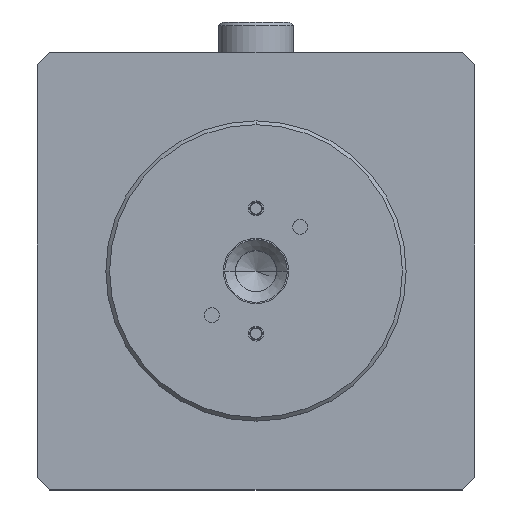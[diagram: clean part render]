
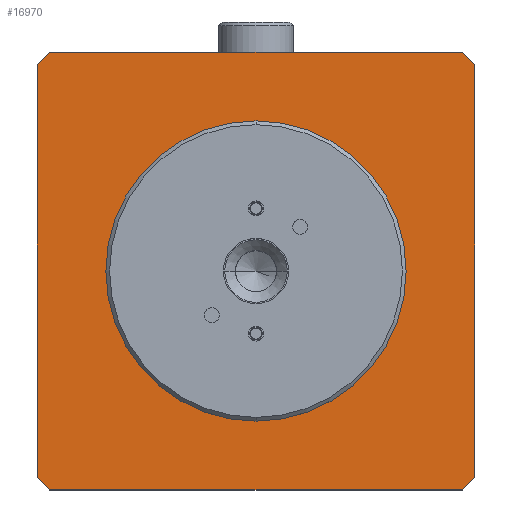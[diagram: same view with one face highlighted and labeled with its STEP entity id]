
A CAD part, top view. The second image highlights one B-rep face of the part: STEP entity #16970.
In plain terms, the highlighted planar face has unit normal (0, 0, 1).
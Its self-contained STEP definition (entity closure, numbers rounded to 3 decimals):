
#16110=CARTESIAN_POINT('',(17.5,17.5,1.5));
#16120=DIRECTION('',(0.,0.,1.));
#16130=DIRECTION('',(1.,0.,0.));
#16140=AXIS2_PLACEMENT_3D('',#16110,#16120,#16130);
#16150=PLANE('',#16140);
#16160=CARTESIAN_POINT('',(17.5,17.5,1.5));
#16170=DIRECTION('',(0.,0.,1.));
#16180=DIRECTION('',(1.,0.,0.));
#16190=AXIS2_PLACEMENT_3D('',#16160,#16170,#16180);
#16200=CIRCLE('',#16190,12.);
#16210=CARTESIAN_POINT('',(29.5,17.5,1.5));
#16220=VERTEX_POINT('',#16210);
#16230=CARTESIAN_POINT('',(5.5,17.5,1.5));
#16240=VERTEX_POINT('',#16230);
#16250=EDGE_CURVE('',#16220,#16240,#16200,.T.);
#16260=ORIENTED_EDGE('',*,*,#16250,.F.);
#16270=EDGE_CURVE('',#16240,#16220,#16200,.T.);
#16280=ORIENTED_EDGE('',*,*,#16270,.F.);
#16290=EDGE_LOOP('',(#16280,#16260));
#16300=FACE_BOUND('',#16290,.T.);
#16310=CARTESIAN_POINT('',(1.,0.,1.5));
#16320=DIRECTION('',(-0.707,0.707,0.));
#16330=VECTOR('',#16320,1.);
#16340=LINE('',#16310,#16330);
#16350=CARTESIAN_POINT('',(1.,0.,1.5));
#16360=VERTEX_POINT('',#16350);
#16370=CARTESIAN_POINT('',(0.,1.,1.5));
#16380=VERTEX_POINT('',#16370);
#16390=EDGE_CURVE('',#16360,#16380,#16340,.T.);
#16400=ORIENTED_EDGE('',*,*,#16390,.F.);
#16410=CARTESIAN_POINT('',(0.,0.,1.5));
#16420=DIRECTION('',(0.,1.,0.));
#16430=VECTOR('',#16420,1.);
#16440=LINE('',#16410,#16430);
#16450=CARTESIAN_POINT('',(0.,34.,1.5));
#16460=VERTEX_POINT('',#16450);
#16470=EDGE_CURVE('',#16380,#16460,#16440,.T.);
#16480=ORIENTED_EDGE('',*,*,#16470,.F.);
#16490=CARTESIAN_POINT('',(-34.,0.,1.5));
#16500=DIRECTION('',(-0.707,-0.707,0.));
#16510=VECTOR('',#16500,1.);
#16520=LINE('',#16490,#16510);
#16530=CARTESIAN_POINT('',(1.,35.,1.5));
#16540=VERTEX_POINT('',#16530);
#16550=EDGE_CURVE('',#16540,#16460,#16520,.T.);
#16560=ORIENTED_EDGE('',*,*,#16550,.T.);
#16570=CARTESIAN_POINT('',(0.,35.,1.5));
#16580=DIRECTION('',(1.,0.,0.));
#16590=VECTOR('',#16580,1.);
#16600=LINE('',#16570,#16590);
#16610=CARTESIAN_POINT('',(34.,35.,1.5));
#16620=VERTEX_POINT('',#16610);
#16630=EDGE_CURVE('',#16540,#16620,#16600,.T.);
#16640=ORIENTED_EDGE('',*,*,#16630,.F.);
#16650=CARTESIAN_POINT('',(69.,0.,1.5));
#16660=DIRECTION('',(0.707,-0.707,0.));
#16670=VECTOR('',#16660,1.);
#16680=LINE('',#16650,#16670);
#16690=CARTESIAN_POINT('',(35.,34.,1.5));
#16700=VERTEX_POINT('',#16690);
#16710=EDGE_CURVE('',#16620,#16700,#16680,.T.);
#16720=ORIENTED_EDGE('',*,*,#16710,.F.);
#16730=CARTESIAN_POINT('',(35.,0.,1.5));
#16740=DIRECTION('',(0.,-1.,0.));
#16750=VECTOR('',#16740,1.);
#16760=LINE('',#16730,#16750);
#16770=CARTESIAN_POINT('',(35.,1.,1.5));
#16780=VERTEX_POINT('',#16770);
#16790=EDGE_CURVE('',#16700,#16780,#16760,.T.);
#16800=ORIENTED_EDGE('',*,*,#16790,.F.);
#16810=CARTESIAN_POINT('',(34.,0.,1.5));
#16820=DIRECTION('',(-0.707,-0.707,0.));
#16830=VECTOR('',#16820,1.);
#16840=LINE('',#16810,#16830);
#16850=CARTESIAN_POINT('',(34.,0.,1.5));
#16860=VERTEX_POINT('',#16850);
#16870=EDGE_CURVE('',#16780,#16860,#16840,.T.);
#16880=ORIENTED_EDGE('',*,*,#16870,.F.);
#16890=CARTESIAN_POINT('',(0.,0.,1.5));
#16900=DIRECTION('',(-1.,0.,0.));
#16910=VECTOR('',#16900,1.);
#16920=LINE('',#16890,#16910);
#16930=EDGE_CURVE('',#16860,#16360,#16920,.T.);
#16940=ORIENTED_EDGE('',*,*,#16930,.F.);
#16950=EDGE_LOOP('',(#16940,#16880,#16800,#16720,#16640,#16560,#16480,
#16400));
#16960=FACE_OUTER_BOUND('',#16950,.T.);
#16970=ADVANCED_FACE('',(#16300,#16960),#16150,.T.);
